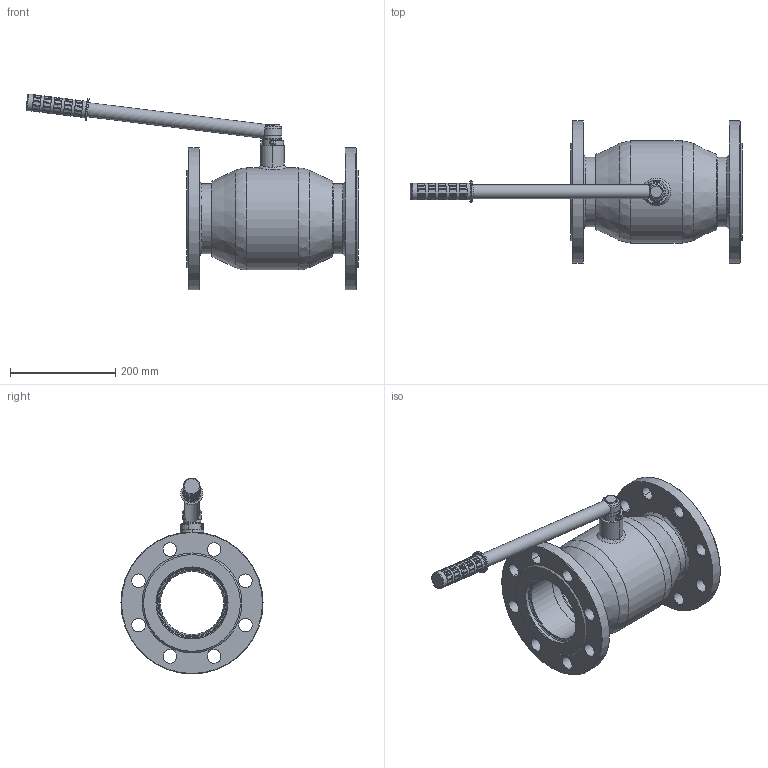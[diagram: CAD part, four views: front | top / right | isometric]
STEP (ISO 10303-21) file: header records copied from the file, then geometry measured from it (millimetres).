
FILE_DESCRIPTION(('TFLEX Exchange Step'),'2;1');
FILE_NAME('065N0345GR1 - Кран шаровой Premium DN125.stp', '2023-09-06T14:38:55+03:00',('RUCO3277'),('Unknown organisation'),'TFLEX Exchange 2022.1','T-FLEX CAD','Unknown authorisation');
FILE_SCHEMA( ('AUTOMOTIVE_DESIGN { 1 0 10303 214 1 1 1 1 }') );
Length unit declared in the file: millimetre
Products named in the file (12): 51XXX038 - Фланец; 21125022 - Штифт; 50125428 - Грипса; 24125434 - Рукоятка; 24125435 - Головка рукоятки; 24125433 - Рукоятка с головкой; 24125430 - Рукоятка с грипсой; 24125432 - Патрубок; 21125427 - Шток; 24125406 - Корпус штока; 24125009-B2 - Корпус (гнутый); 065N0345GR1 - Кран шаровой Premium DN125
Assembly tree (11 placements, depth 4):
  065N0345GR1 - Кран шаровой Premium DN125
    51XXX038 - Фланец
    21125022 - Штифт
    24125430 - Рукоятка с грипсой
      50125428 - Грипса
      24125433 - Рукоятка с головкой
        24125434 - Рукоятка
        24125435 - Головка рукоятки
    24125432 - Патрубок
    21125427 - Шток
    24125406 - Корпус штока
    24125009-B2 - Корпус (гнутый)
Bounding box: 631.12 x 270 x 372.49 mm (x, y, z)
Volume: 3020740.2 mm3; surface area: 829524.4 mm2
Topology: 20 solids, 20 shells, 564 faces, 1360 edges, 887 vertices
Faces by surface type: plane 361, cylinder 87, cone 62, torus 31, bspline 23
Full cylindrical faces by diameter (mm): 10.3 x2, 21.2 x1, 24 x2, 24.1 x1, 24.5 x2, 25.5 x1, 26 x2, 26.8 x1, 28 x4, 30 x1, 31.9 x1, 34 x1, 36 x2, 36.6 x1, 41.9 x1, 120 x2, 124 x2, 125 x2, 128 x2, 133 x2, 135 x2, 182 x1, 194 x1, 270 x2
Entity records: 24305 total; most frequent: CARTESIAN_POINT 10562, DIRECTION 2855, ORIENTED_EDGE 2676, EDGE_CURVE 1338, AXIS2_PLACEMENT_3D 1026, VERTEX_POINT 887, VECTOR 803, LINE 803
